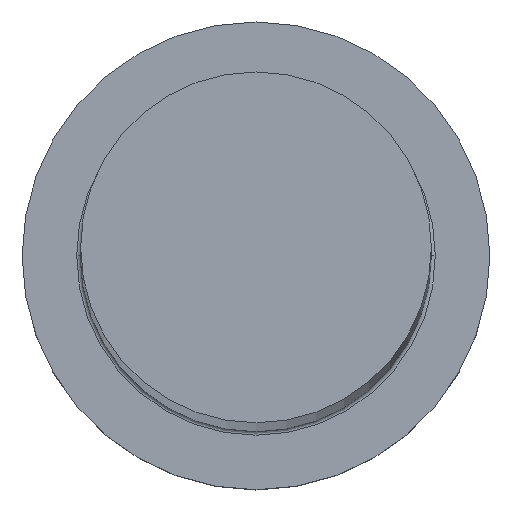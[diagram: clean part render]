
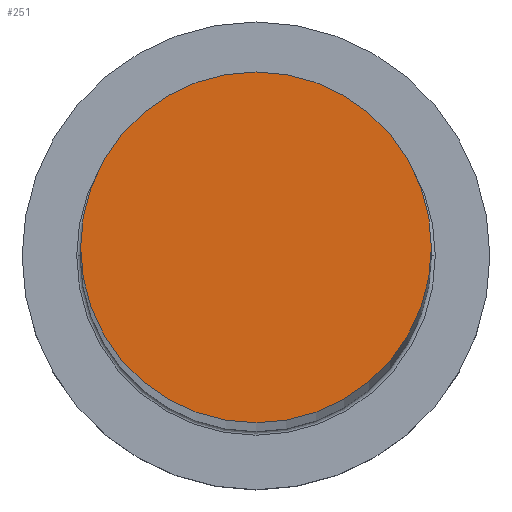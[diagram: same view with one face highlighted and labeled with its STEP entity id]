
A CAD part, top view. The second image highlights one B-rep face of the part: STEP entity #251.
In plain terms, the highlighted planar face has unit normal (0, 0, 1).
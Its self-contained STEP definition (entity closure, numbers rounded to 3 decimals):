
#4 = CARTESIAN_POINT ( 'NONE',  ( 0., 0., 257. ) ) ;
#22 = AXIS2_PLACEMENT_3D ( 'NONE', #4, #196, #288 ) ;
#26 = DIRECTION ( 'NONE',  ( 0., 0., 1. ) ) ;
#30 = FACE_OUTER_BOUND ( 'NONE', #248, .T. ) ;
#42 = CIRCLE ( 'NONE', #94, 9. ) ;
#67 = VERTEX_POINT ( 'NONE', #122 ) ;
#75 = CARTESIAN_POINT ( 'NONE',  ( 0., 0., 257. ) ) ;
#81 = DIRECTION ( 'NONE',  ( 1., 0., 0. ) ) ;
#83 = ORIENTED_EDGE ( 'NONE', *, *, #133, .T. ) ;
#94 = AXIS2_PLACEMENT_3D ( 'NONE', #75, #194, #199 ) ;
#122 = CARTESIAN_POINT ( 'NONE',  ( -9., 0., 257. ) ) ;
#133 = EDGE_CURVE ( 'NONE', #160, #67, #42, .T. ) ;
#160 = VERTEX_POINT ( 'NONE', #219 ) ;
#194 = DIRECTION ( 'NONE',  ( 0., 0., 1. ) ) ;
#196 = DIRECTION ( 'NONE',  ( 0., 0., 1. ) ) ;
#199 = DIRECTION ( 'NONE',  ( 1., 0., 0. ) ) ;
#219 = CARTESIAN_POINT ( 'NONE',  ( 9., 0., 257. ) ) ;
#223 = ORIENTED_EDGE ( 'NONE', *, *, #261, .T. ) ;
#239 = CARTESIAN_POINT ( 'NONE',  ( 0., 0., 257. ) ) ;
#248 = EDGE_LOOP ( 'NONE', ( #223, #83 ) ) ;
#251 = ADVANCED_FACE ( 'NONE', ( #30 ), #268, .T. ) ;
#252 = AXIS2_PLACEMENT_3D ( 'NONE', #239, #26, #81 ) ;
#261 = EDGE_CURVE ( 'NONE', #67, #160, #287, .T. ) ;
#268 = PLANE ( 'NONE',  #252 ) ;
#287 = CIRCLE ( 'NONE', #22, 9. ) ;
#288 = DIRECTION ( 'NONE',  ( 1., 0., 0. ) ) ;
